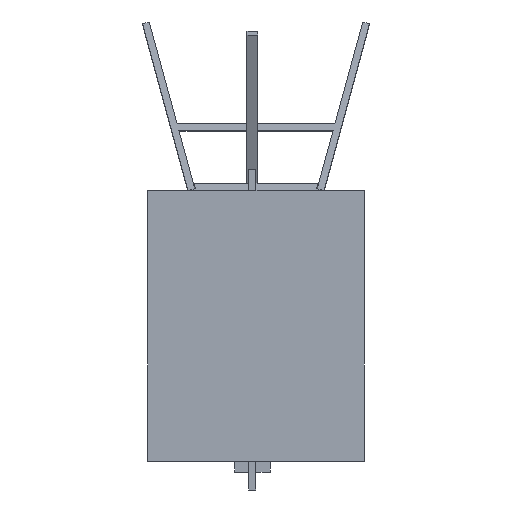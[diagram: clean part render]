
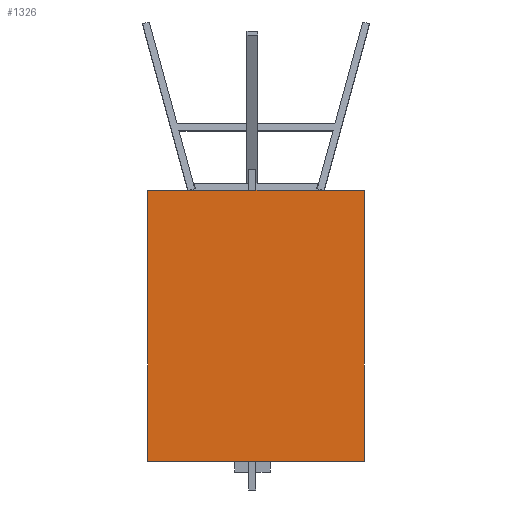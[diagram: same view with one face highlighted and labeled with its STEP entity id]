
A CAD part, front view. The second image highlights one B-rep face of the part: STEP entity #1326.
In plain terms, the highlighted planar face has unit normal (0, -1, 0).
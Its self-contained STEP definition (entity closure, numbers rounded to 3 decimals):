
#100=FACE_OUTER_BOUND('',#173,.T.);
#173=EDGE_LOOP('',(#1124,#1125,#1126,#1127));
#333=LINE('',#2096,#511);
#334=LINE('',#2098,#512);
#335=LINE('',#2100,#513);
#336=LINE('',#2101,#514);
#511=VECTOR('',#1726,10.);
#512=VECTOR('',#1727,10.);
#513=VECTOR('',#1728,10.);
#514=VECTOR('',#1729,10.);
#638=VERTEX_POINT('',#2094);
#639=VERTEX_POINT('',#2095);
#640=VERTEX_POINT('',#2097);
#641=VERTEX_POINT('',#2099);
#804=EDGE_CURVE('',#638,#639,#333,.T.);
#805=EDGE_CURVE('',#640,#638,#334,.T.);
#806=EDGE_CURVE('',#641,#640,#335,.T.);
#807=EDGE_CURVE('',#639,#641,#336,.T.);
#1124=ORIENTED_EDGE('',*,*,#804,.F.);
#1125=ORIENTED_EDGE('',*,*,#805,.F.);
#1126=ORIENTED_EDGE('',*,*,#806,.F.);
#1127=ORIENTED_EDGE('',*,*,#807,.F.);
#1253=PLANE('',#1442);
#1326=ADVANCED_FACE('',(#100),#1253,.F.);
#1442=AXIS2_PLACEMENT_3D('',#2093,#1724,#1725);
#1724=DIRECTION('center_axis',(0.,1.,0.));
#1725=DIRECTION('ref_axis',(1.,0.,0.));
#1726=DIRECTION('',(-1.,0.,0.));
#1727=DIRECTION('',(0.,0.,-1.));
#1728=DIRECTION('',(1.,0.,0.));
#1729=DIRECTION('',(0.,0.,1.));
#2093=CARTESIAN_POINT('Origin',(228.6,40.,-264.8));
#2094=CARTESIAN_POINT('',(533.4,40.,-645.8));
#2095=CARTESIAN_POINT('',(-76.2,40.,-645.8));
#2096=CARTESIAN_POINT('',(533.4,40.,-645.8));
#2097=CARTESIAN_POINT('',(533.4,40.,116.2));
#2098=CARTESIAN_POINT('',(533.4,40.,116.2));
#2099=CARTESIAN_POINT('',(-76.2,40.,116.2));
#2100=CARTESIAN_POINT('',(-76.2,40.,116.2));
#2101=CARTESIAN_POINT('',(-76.2,40.,-645.8));
